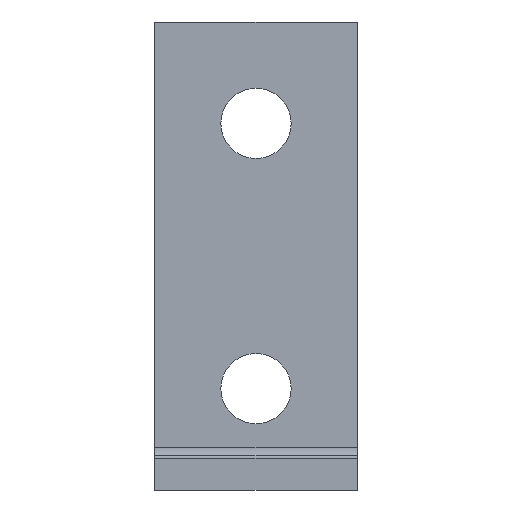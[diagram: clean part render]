
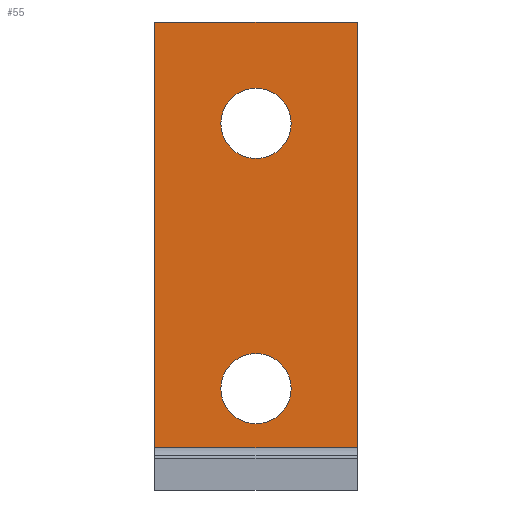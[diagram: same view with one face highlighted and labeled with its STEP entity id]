
A CAD part, front view. The second image highlights one B-rep face of the part: STEP entity #55.
In plain terms, the highlighted planar face has unit normal (0, -1, 0).
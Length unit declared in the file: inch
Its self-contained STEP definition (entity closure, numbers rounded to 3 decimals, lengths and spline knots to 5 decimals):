
#55=ADVANCED_FACE('',(#130,#131,#132),#133,.T.);
#130=FACE_BOUND('',#237,.T.);
#131=FACE_BOUND('',#238,.T.);
#132=FACE_OUTER_BOUND('',#239,.T.);
#133=PLANE('',#240);
#237=EDGE_LOOP('',(#438,#439,#440,#441));
#238=EDGE_LOOP('',(#442,#443,#444,#445));
#239=EDGE_LOOP('',(#446,#447,#448,#449));
#240=AXIS2_PLACEMENT_3D('',#450,#451,#452);
#438=ORIENTED_EDGE('',*,*,#659,.T.);
#439=ORIENTED_EDGE('',*,*,#660,.T.);
#440=ORIENTED_EDGE('',*,*,#661,.T.);
#441=ORIENTED_EDGE('',*,*,#662,.T.);
#442=ORIENTED_EDGE('',*,*,#663,.T.);
#443=ORIENTED_EDGE('',*,*,#664,.T.);
#444=ORIENTED_EDGE('',*,*,#665,.T.);
#445=ORIENTED_EDGE('',*,*,#666,.T.);
#446=ORIENTED_EDGE('',*,*,#667,.F.);
#447=ORIENTED_EDGE('',*,*,#668,.T.);
#448=ORIENTED_EDGE('',*,*,#669,.T.);
#449=ORIENTED_EDGE('',*,*,#670,.F.);
#450=CARTESIAN_POINT('',(0.40625,2.18751,0.0));
#451=DIRECTION('',(0.0,-1.0,0.0));
#452=DIRECTION('',(1.0,0.0,-0.0));
#659=EDGE_CURVE('',#770,#771,#772,.T.);
#660=EDGE_CURVE('',#771,#773,#774,.T.);
#661=EDGE_CURVE('',#773,#775,#776,.T.);
#662=EDGE_CURVE('',#775,#770,#777,.T.);
#663=EDGE_CURVE('',#778,#779,#780,.T.);
#664=EDGE_CURVE('',#779,#781,#782,.T.);
#665=EDGE_CURVE('',#781,#783,#784,.T.);
#666=EDGE_CURVE('',#783,#778,#785,.T.);
#667=EDGE_CURVE('',#786,#787,#788,.T.);
#668=EDGE_CURVE('',#786,#789,#790,.T.);
#669=EDGE_CURVE('',#789,#791,#792,.T.);
#670=EDGE_CURVE('',#787,#791,#793,.T.);
#770=VERTEX_POINT('',#937);
#771=VERTEX_POINT('',#938);
#772=B_SPLINE_CURVE_WITH_KNOTS('',3,(#939,#940,#941,#942),.UNSPECIFIED.,.F.,.F.,(4,4),(0.0,1.0),.UNSPECIFIED.);
#773=VERTEX_POINT('',#943);
#774=B_SPLINE_CURVE_WITH_KNOTS('',3,(#944,#945,#946,#947),.UNSPECIFIED.,.F.,.F.,(4,4),(0.0,1.0),.UNSPECIFIED.);
#775=VERTEX_POINT('',#948);
#776=B_SPLINE_CURVE_WITH_KNOTS('',3,(#949,#950,#951,#952),.UNSPECIFIED.,.F.,.F.,(4,4),(0.0,1.0),.UNSPECIFIED.);
#777=B_SPLINE_CURVE_WITH_KNOTS('',3,(#953,#954,#955,#956),.UNSPECIFIED.,.F.,.F.,(4,4),(0.0,1.0),.UNSPECIFIED.);
#778=VERTEX_POINT('',#957);
#779=VERTEX_POINT('',#958);
#780=B_SPLINE_CURVE_WITH_KNOTS('',3,(#959,#960,#961,#962),.UNSPECIFIED.,.F.,.F.,(4,4),(0.0,1.0),.UNSPECIFIED.);
#781=VERTEX_POINT('',#963);
#782=B_SPLINE_CURVE_WITH_KNOTS('',3,(#964,#965,#966,#967),.UNSPECIFIED.,.F.,.F.,(4,4),(0.0,1.0),.UNSPECIFIED.);
#783=VERTEX_POINT('',#968);
#784=B_SPLINE_CURVE_WITH_KNOTS('',3,(#969,#970,#971,#972),.UNSPECIFIED.,.F.,.F.,(4,4),(0.0,1.0),.UNSPECIFIED.);
#785=B_SPLINE_CURVE_WITH_KNOTS('',3,(#973,#974,#975,#976),.UNSPECIFIED.,.F.,.F.,(4,4),(0.0,1.0),.UNSPECIFIED.);
#786=VERTEX_POINT('',#977);
#787=VERTEX_POINT('',#978);
#788=LINE('',#979,#980);
#789=VERTEX_POINT('',#981);
#790=LINE('',#982,#983);
#791=VERTEX_POINT('',#984);
#792=LINE('',#985,#986);
#793=LINE('',#987,#988);
#937=CARTESIAN_POINT('',(0.26563,2.18751,1.46864));
#938=CARTESIAN_POINT('',(0.40625,2.18751,1.60927));
#939=CARTESIAN_POINT('',(0.26563,2.18751,1.46864));
#940=CARTESIAN_POINT('',(0.26563,2.18751,1.5463));
#941=CARTESIAN_POINT('',(0.32859,2.18751,1.60927));
#942=CARTESIAN_POINT('',(0.40625,2.18751,1.60927));
#943=CARTESIAN_POINT('',(0.54688,2.18751,1.46864));
#944=CARTESIAN_POINT('',(0.40625,2.18751,1.60927));
#945=CARTESIAN_POINT('',(0.48391,2.18751,1.60927));
#946=CARTESIAN_POINT('',(0.54688,2.18751,1.5463));
#947=CARTESIAN_POINT('',(0.54688,2.18751,1.46864));
#948=CARTESIAN_POINT('',(0.40625,2.18751,1.32802));
#949=CARTESIAN_POINT('',(0.54688,2.18751,1.46864));
#950=CARTESIAN_POINT('',(0.54688,2.18751,1.39098));
#951=CARTESIAN_POINT('',(0.48391,2.18751,1.32802));
#952=CARTESIAN_POINT('',(0.40625,2.18751,1.32802));
#953=CARTESIAN_POINT('',(0.40625,2.18751,1.32802));
#954=CARTESIAN_POINT('',(0.32859,2.18751,1.32802));
#955=CARTESIAN_POINT('',(0.26563,2.18751,1.39098));
#956=CARTESIAN_POINT('',(0.26563,2.18751,1.46864));
#957=CARTESIAN_POINT('',(0.26563,2.18751,0.40616));
#958=CARTESIAN_POINT('',(0.40625,2.18751,0.54679));
#959=CARTESIAN_POINT('',(0.26563,2.18751,0.40616));
#960=CARTESIAN_POINT('',(0.26563,2.18751,0.48383));
#961=CARTESIAN_POINT('',(0.32859,2.18751,0.54679));
#962=CARTESIAN_POINT('',(0.40625,2.18751,0.54679));
#963=CARTESIAN_POINT('',(0.54688,2.18751,0.40616));
#964=CARTESIAN_POINT('',(0.40625,2.18751,0.54679));
#965=CARTESIAN_POINT('',(0.48391,2.18751,0.54679));
#966=CARTESIAN_POINT('',(0.54688,2.18751,0.48383));
#967=CARTESIAN_POINT('',(0.54688,2.18751,0.40616));
#968=CARTESIAN_POINT('',(0.40625,2.18751,0.26554));
#969=CARTESIAN_POINT('',(0.54688,2.18751,0.40616));
#970=CARTESIAN_POINT('',(0.54688,2.18751,0.3285));
#971=CARTESIAN_POINT('',(0.48391,2.18751,0.26554));
#972=CARTESIAN_POINT('',(0.40625,2.18751,0.26554));
#973=CARTESIAN_POINT('',(0.40625,2.18751,0.26554));
#974=CARTESIAN_POINT('',(0.32859,2.18751,0.26554));
#975=CARTESIAN_POINT('',(0.26563,2.18751,0.3285));
#976=CARTESIAN_POINT('',(0.26563,2.18751,0.40616));
#977=CARTESIAN_POINT('',(0.8125,2.18751,0.17));
#978=CARTESIAN_POINT('',(0.0,2.18751,0.17));
#979=CARTESIAN_POINT('',(0.40625,2.18751,0.17));
#980=VECTOR('',#1214,1.0);
#981=CARTESIAN_POINT('',(0.8125,2.18751,1.875));
#982=CARTESIAN_POINT('',(0.8125,2.18751,0.0));
#983=VECTOR('',#1215,1.0);
#984=CARTESIAN_POINT('',(0.0,2.18751,1.875));
#985=CARTESIAN_POINT('',(0.8125,2.18751,1.875));
#986=VECTOR('',#1216,1.0);
#987=CARTESIAN_POINT('',(0.0,2.18751,0.0));
#988=VECTOR('',#1217,1.0);
#1214=DIRECTION('',(-1.0,0.0,0.0));
#1215=DIRECTION('',(0.0,0.0,1.0));
#1216=DIRECTION('',(-1.0,0.0,0.0));
#1217=DIRECTION('',(0.0,0.0,1.0));
